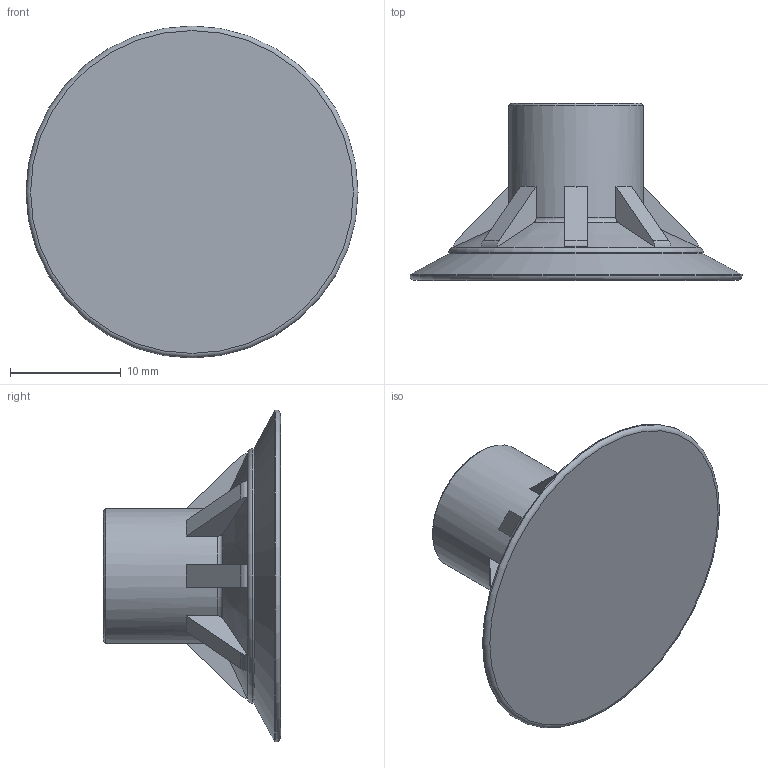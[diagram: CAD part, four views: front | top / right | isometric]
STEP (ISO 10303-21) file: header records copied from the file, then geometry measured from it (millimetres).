
FILE_DESCRIPTION(/* description */ (''),/* implementation_level */ '2;1');
FILE_NAME(/* name */ 'vs30nit.stp',/* time_stamp */ '2020-03-26T12:08:15+01:00',/* author */ ('nebuc'),/* organization */ (''),/* preprocessor_version */ 'ST-DEVELOPER v17',/* originating_system */ 'Autodesk Inventor 2019',/* authorisation */ '');
FILE_SCHEMA (('AUTOMOTIVE_DESIGN { 1 0 10303 214 3 1 1 }'));
Length unit declared in the file: millimetre
Products named in the file (1): vs30
Bounding box: 30 x 16 x 30 mm (x, y, z)
Volume: 3379.6 mm3; surface area: 2452.3 mm2
Topology: 9 solids, 9 shells, 88 faces, 220 edges, 151 vertices
Faces by surface type: plane 59, cylinder 21, torus 4, cone 4
Full cylindrical faces by diameter (mm): 7.4 x1, 12.207 x1, 22.997 x1, 30 x1
Entity records: 2700 total; most frequent: DIRECTION 472, CARTESIAN_POINT 460, ORIENTED_EDGE 440, EDGE_CURVE 220, AXIS2_PLACEMENT_3D 163, VERTEX_POINT 151, LINE 146, VECTOR 146
